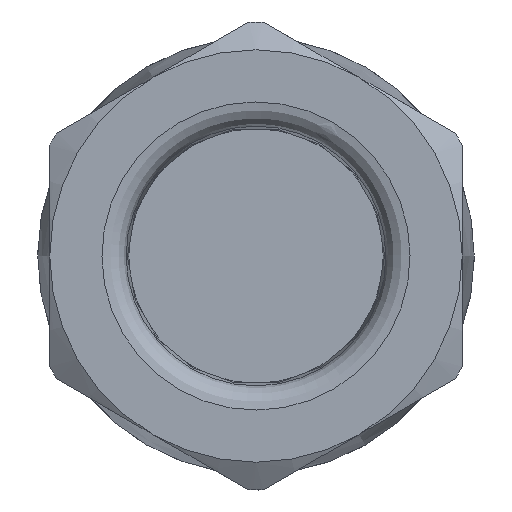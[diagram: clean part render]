
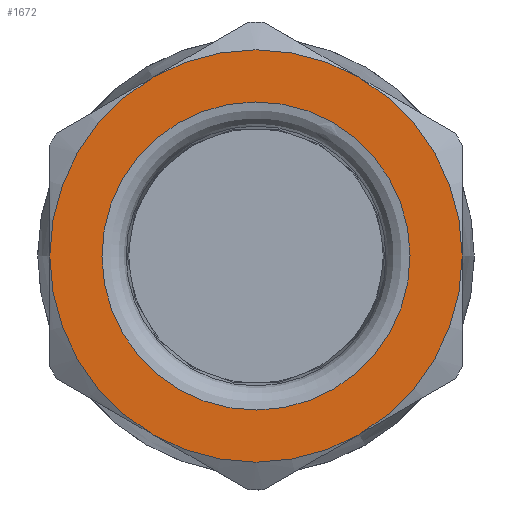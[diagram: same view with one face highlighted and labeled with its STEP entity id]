
A CAD part, left-side view. The second image highlights one B-rep face of the part: STEP entity #1672.
In plain terms, the highlighted planar face has unit normal (-1, 0, 0).
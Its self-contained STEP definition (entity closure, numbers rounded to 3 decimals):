
#1169=B_SPLINE_CURVE_WITH_KNOTS('',3,(#6455,#6456,#6457,#6458),
 .UNSPECIFIED.,.F.,.F.,(4,4),(0.,1.),.UNSPECIFIED.);
#1174=B_SPLINE_CURVE_WITH_KNOTS('',3,(#6520,#6521,#6522,#6523),
 .UNSPECIFIED.,.F.,.F.,(4,4),(0.,1.),.UNSPECIFIED.);
#1179=B_SPLINE_CURVE_WITH_KNOTS('',3,(#6561,#6562,#6563,#6564),
 .UNSPECIFIED.,.F.,.F.,(4,4),(0.,1.),.UNSPECIFIED.);
#1185=B_SPLINE_CURVE_WITH_KNOTS('',3,(#6631,#6632,#6633,#6634),
 .UNSPECIFIED.,.F.,.F.,(4,4),(0.,1.),.UNSPECIFIED.);
#1187=B_SPLINE_CURVE_WITH_KNOTS('',3,(#6662,#6663,#6664,#6665),
 .UNSPECIFIED.,.F.,.F.,(4,4),(0.,1.),.UNSPECIFIED.);
#1189=B_SPLINE_CURVE_WITH_KNOTS('',3,(#6691,#6692,#6693,#6694),
 .UNSPECIFIED.,.F.,.F.,(4,4),(0.,1.),.UNSPECIFIED.);
#1672=ADVANCED_FACE('',(#1824,#1825),#1755,.T.);
#1755=PLANE('',#3794);
#1824=FACE_BOUND('',#1999,.T.);
#1825=FACE_BOUND('',#2000,.T.);
#1999=EDGE_LOOP('',(#2718));
#2000=EDGE_LOOP('',(#2719,#2720,#2721,#2722,#2723,#2724,#2725,#2726,#2727,
#2728,#2729,#2730));
#2718=ORIENTED_EDGE('',*,*,#3366,.T.);
#2719=ORIENTED_EDGE('',*,*,#3417,.T.);
#2720=ORIENTED_EDGE('',*,*,#3415,.F.);
#2721=ORIENTED_EDGE('',*,*,#3369,.T.);
#2722=ORIENTED_EDGE('',*,*,#3383,.F.);
#2723=ORIENTED_EDGE('',*,*,#3384,.T.);
#2724=ORIENTED_EDGE('',*,*,#3393,.F.);
#2725=ORIENTED_EDGE('',*,*,#3418,.T.);
#2726=ORIENTED_EDGE('',*,*,#3419,.F.);
#2727=ORIENTED_EDGE('',*,*,#3420,.T.);
#2728=ORIENTED_EDGE('',*,*,#3399,.F.);
#2729=ORIENTED_EDGE('',*,*,#3401,.T.);
#2730=ORIENTED_EDGE('',*,*,#3410,.F.);
#3009=VERTEX_POINT('',#6338);
#3012=VERTEX_POINT('',#6380);
#3013=VERTEX_POINT('',#6381);
#3022=VERTEX_POINT('',#6454);
#3023=VERTEX_POINT('',#6461);
#3028=VERTEX_POINT('',#6519);
#3031=VERTEX_POINT('',#6560);
#3032=VERTEX_POINT('',#6565);
#3033=VERTEX_POINT('',#6572);
#3038=VERTEX_POINT('',#6630);
#3041=VERTEX_POINT('',#6666);
#3042=VERTEX_POINT('',#6690);
#3043=VERTEX_POINT('',#6695);
#3366=EDGE_CURVE('',#3009,#3009,#3522,.T.);
#3369=EDGE_CURVE('',#3012,#3013,#3525,.T.);
#3383=EDGE_CURVE('',#3022,#3013,#1169,.T.);
#3384=EDGE_CURVE('',#3022,#3023,#3530,.T.);
#3393=EDGE_CURVE('',#3028,#3023,#1174,.T.);
#3399=EDGE_CURVE('',#3031,#3032,#1179,.T.);
#3401=EDGE_CURVE('',#3031,#3033,#3533,.T.);
#3410=EDGE_CURVE('',#3038,#3033,#1185,.T.);
#3415=EDGE_CURVE('',#3012,#3041,#1187,.T.);
#3417=EDGE_CURVE('',#3038,#3041,#3538,.T.);
#3418=EDGE_CURVE('',#3028,#3042,#3539,.T.);
#3419=EDGE_CURVE('',#3043,#3042,#1189,.T.);
#3420=EDGE_CURVE('',#3043,#3032,#3540,.T.);
#3522=CIRCLE('',#3765,6.354);
#3525=CIRCLE('',#3769,8.502);
#3530=CIRCLE('',#3776,8.502);
#3533=CIRCLE('',#3782,8.502);
#3538=CIRCLE('',#3791,8.502);
#3539=CIRCLE('',#3792,8.502);
#3540=CIRCLE('',#3793,8.502);
#3765=AXIS2_PLACEMENT_3D('',#6337,#4402,#4403);
#3769=AXIS2_PLACEMENT_3D('',#6379,#4410,#4411);
#3776=AXIS2_PLACEMENT_3D('',#6460,#4427,#4428);
#3782=AXIS2_PLACEMENT_3D('',#6571,#4442,#4443);
#3791=AXIS2_PLACEMENT_3D('',#6672,#4463,#4464);
#3792=AXIS2_PLACEMENT_3D('',#6689,#4465,#4466);
#3793=AXIS2_PLACEMENT_3D('',#6696,#4467,#4468);
#3794=AXIS2_PLACEMENT_3D('',#6697,#4469,#4470);
#4402=DIRECTION('',(1.,0.,0.));
#4403=DIRECTION('',(0.,-0.496,0.868));
#4410=DIRECTION('',(-1.,0.,0.));
#4411=DIRECTION('',(0.,0.504,0.864));
#4427=DIRECTION('',(-1.,0.,0.));
#4428=DIRECTION('',(0.,1.,-0.005));
#4442=DIRECTION('',(-1.,0.,0.));
#4443=DIRECTION('',(0.,-1.,0.005));
#4463=DIRECTION('',(-1.,0.,0.));
#4464=DIRECTION('',(0.,-0.496,0.868));
#4465=DIRECTION('',(-1.,0.,0.));
#4466=DIRECTION('',(0.,0.496,-0.868));
#4467=DIRECTION('',(-1.,0.,0.));
#4468=DIRECTION('',(0.,-0.504,-0.864));
#4469=DIRECTION('',(-1.,0.,0.));
#4470=DIRECTION('',(0.,0.868,0.496));
#6337=CARTESIAN_POINT('',(-58.45,0.,0.));
#6338=CARTESIAN_POINT('',(-58.45,-3.15,5.518));
#6379=CARTESIAN_POINT('',(-58.45,0.,0.));
#6380=CARTESIAN_POINT('',(-58.45,4.287,7.342));
#6381=CARTESIAN_POINT('',(-58.45,8.502,0.041));
#6454=CARTESIAN_POINT('',(-58.45,8.502,-0.041));
#6455=CARTESIAN_POINT('',(-58.45,8.502,-0.041));
#6456=CARTESIAN_POINT('',(-58.45,8.502,-0.014));
#6457=CARTESIAN_POINT('',(-58.45,8.502,0.014));
#6458=CARTESIAN_POINT('',(-58.45,8.502,0.041));
#6460=CARTESIAN_POINT('',(-58.45,0.,0.));
#6461=CARTESIAN_POINT('',(-58.45,4.287,-7.342));
#6519=CARTESIAN_POINT('',(-58.45,4.215,-7.384));
#6520=CARTESIAN_POINT('',(-58.45,4.215,-7.384));
#6521=CARTESIAN_POINT('',(-58.45,4.239,-7.37));
#6522=CARTESIAN_POINT('',(-58.45,4.263,-7.356));
#6523=CARTESIAN_POINT('',(-58.45,4.287,-7.342));
#6560=CARTESIAN_POINT('',(-58.45,-8.502,0.041));
#6561=CARTESIAN_POINT('',(-58.45,-8.502,0.041));
#6562=CARTESIAN_POINT('',(-58.45,-8.502,0.014));
#6563=CARTESIAN_POINT('',(-58.45,-8.502,-0.014));
#6564=CARTESIAN_POINT('',(-58.45,-8.502,-0.041));
#6565=CARTESIAN_POINT('',(-58.45,-8.502,-0.041));
#6571=CARTESIAN_POINT('',(-58.45,0.,0.));
#6572=CARTESIAN_POINT('',(-58.45,-4.287,7.342));
#6630=CARTESIAN_POINT('',(-58.45,-4.215,7.384));
#6631=CARTESIAN_POINT('',(-58.45,-4.215,7.384));
#6632=CARTESIAN_POINT('',(-58.45,-4.239,7.37));
#6633=CARTESIAN_POINT('',(-58.45,-4.263,7.356));
#6634=CARTESIAN_POINT('',(-58.45,-4.287,7.342));
#6662=CARTESIAN_POINT('',(-58.45,4.287,7.342));
#6663=CARTESIAN_POINT('',(-58.45,4.263,7.356));
#6664=CARTESIAN_POINT('',(-58.45,4.239,7.37));
#6665=CARTESIAN_POINT('',(-58.45,4.215,7.384));
#6666=CARTESIAN_POINT('',(-58.45,4.215,7.384));
#6672=CARTESIAN_POINT('',(-58.45,0.,0.));
#6689=CARTESIAN_POINT('',(-58.45,0.,0.));
#6690=CARTESIAN_POINT('',(-58.45,-4.215,-7.384));
#6691=CARTESIAN_POINT('',(-58.45,-4.287,-7.342));
#6692=CARTESIAN_POINT('',(-58.45,-4.263,-7.356));
#6693=CARTESIAN_POINT('',(-58.45,-4.239,-7.37));
#6694=CARTESIAN_POINT('',(-58.45,-4.215,-7.384));
#6695=CARTESIAN_POINT('',(-58.45,-4.287,-7.342));
#6696=CARTESIAN_POINT('',(-58.45,0.,0.));
#6697=CARTESIAN_POINT('',(-58.45,-14.028,2.791));
